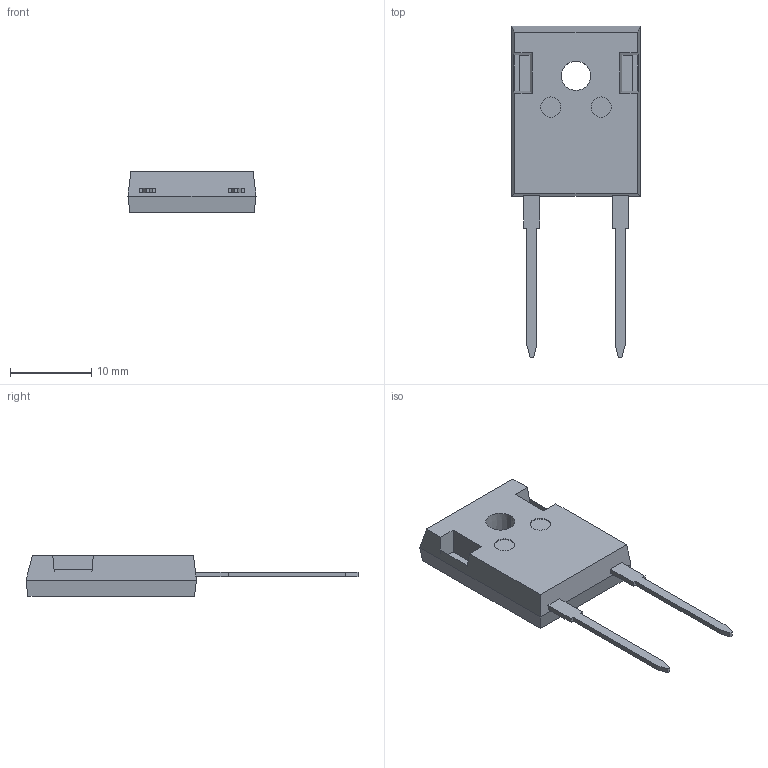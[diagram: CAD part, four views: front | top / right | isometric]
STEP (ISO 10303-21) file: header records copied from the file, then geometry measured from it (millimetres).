
FILE_DESCRIPTION (( 'STEP AP203' ), '1' );
FILE_NAME ('TO247-2L.STEP', '2021-12-10T11:15:59', ( '' ), ( '' ), 'SwSTEP 2.0', 'SolidWorks 2019', '' );
FILE_SCHEMA (( 'CONFIG_CONTROL_DESIGN' ));
Length unit declared in the file: millimetre
Products named in the file (7): lead-R; chip; TO247-2L; solder-2; body; pad; Al wire-L
Assembly tree (7 placements, depth 2):
  TO247-2L
    body
    lead-R
    pad
    chip
    solder-2
    Al wire-L  x2
Bounding box: 15.8 x 40.92 x 5 mm (x, y, z)
Volume: 1507.1 mm3; surface area: 2114.7 mm2
Topology: 7 solids, 8 shells, 350 faces, 888 edges, 554 vertices
Faces by surface type: plane 262, cylinder 44, bspline 42, cone 2
Entity records: 11273 total; most frequent: CARTESIAN_POINT 2556, ORIENTED_EDGE 1700, DIRECTION 1570, EDGE_CURVE 850, LINE 714, VECTOR 714, VERTEX_POINT 534, AXIS2_PLACEMENT_3D 428
